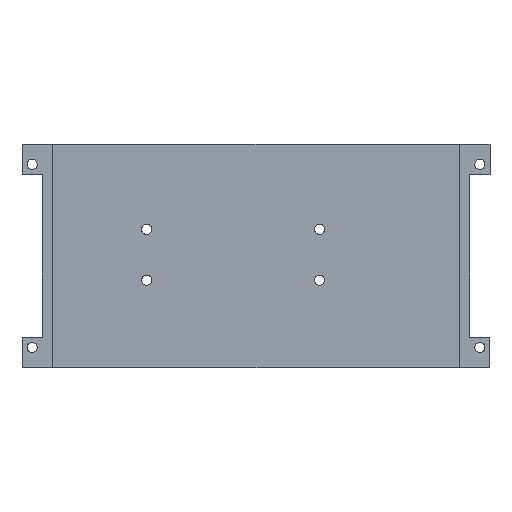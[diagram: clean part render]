
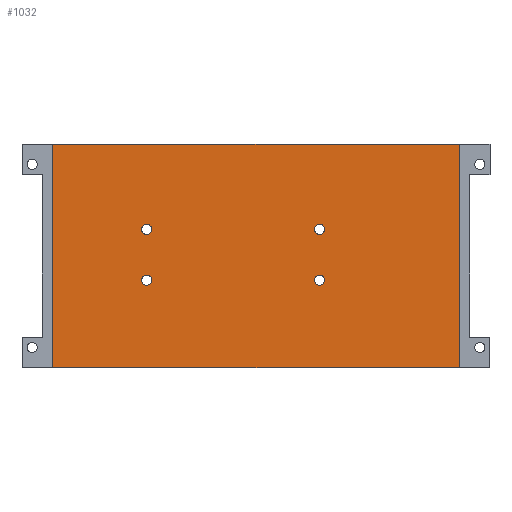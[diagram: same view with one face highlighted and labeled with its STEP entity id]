
A CAD part, top view. The second image highlights one B-rep face of the part: STEP entity #1032.
In plain terms, the highlighted planar face has unit normal (0, 0, 1).
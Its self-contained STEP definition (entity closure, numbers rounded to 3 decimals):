
#55=FACE_BOUND('',#220,.T.);
#56=FACE_BOUND('',#221,.T.);
#57=FACE_BOUND('',#222,.T.);
#58=FACE_BOUND('',#223,.T.);
#87=PLANE('',#1135);
#134=FACE_OUTER_BOUND('',#219,.T.);
#219=EDGE_LOOP('',(#941,#942,#943,#944));
#220=EDGE_LOOP('',(#945));
#221=EDGE_LOOP('',(#946));
#222=EDGE_LOOP('',(#947));
#223=EDGE_LOOP('',(#948));
#288=LINE('',#1689,#382);
#308=LINE('',#1729,#402);
#319=LINE('',#1764,#413);
#321=LINE('',#1768,#415);
#382=VECTOR('',#1328,10.);
#402=VECTOR('',#1362,10.);
#413=VECTOR('',#1401,10.);
#415=VECTOR('',#1405,10.);
#451=CIRCLE('',#1122,2.);
#453=CIRCLE('',#1125,2.);
#455=CIRCLE('',#1128,2.);
#457=CIRCLE('',#1131,2.);
#526=VERTEX_POINT('',#1687);
#527=VERTEX_POINT('',#1688);
#539=VERTEX_POINT('',#1727);
#540=VERTEX_POINT('',#1728);
#543=VERTEX_POINT('',#1739);
#545=VERTEX_POINT('',#1745);
#547=VERTEX_POINT('',#1751);
#549=VERTEX_POINT('',#1757);
#647=EDGE_CURVE('',#526,#527,#288,.T.);
#667=EDGE_CURVE('',#539,#540,#308,.T.);
#673=EDGE_CURVE('',#543,#543,#451,.T.);
#676=EDGE_CURVE('',#545,#545,#453,.T.);
#679=EDGE_CURVE('',#547,#547,#455,.T.);
#682=EDGE_CURVE('',#549,#549,#457,.T.);
#686=EDGE_CURVE('',#540,#526,#319,.T.);
#688=EDGE_CURVE('',#527,#539,#321,.T.);
#941=ORIENTED_EDGE('',*,*,#647,.T.);
#942=ORIENTED_EDGE('',*,*,#688,.T.);
#943=ORIENTED_EDGE('',*,*,#667,.T.);
#944=ORIENTED_EDGE('',*,*,#686,.T.);
#945=ORIENTED_EDGE('',*,*,#682,.T.);
#946=ORIENTED_EDGE('',*,*,#679,.T.);
#947=ORIENTED_EDGE('',*,*,#676,.T.);
#948=ORIENTED_EDGE('',*,*,#673,.T.);
#1032=ADVANCED_FACE('',(#134,#55,#56,#57,#58),#87,.T.);
#1122=AXIS2_PLACEMENT_3D('',#1740,#1372,#1373);
#1125=AXIS2_PLACEMENT_3D('',#1746,#1379,#1380);
#1128=AXIS2_PLACEMENT_3D('',#1752,#1386,#1387);
#1131=AXIS2_PLACEMENT_3D('',#1758,#1393,#1394);
#1135=AXIS2_PLACEMENT_3D('',#1770,#1407,#1408);
#1328=DIRECTION('',(0.,-1.,0.));
#1362=DIRECTION('',(0.,1.,0.));
#1372=DIRECTION('center_axis',(0.,0.,-1.));
#1373=DIRECTION('ref_axis',(-1.,0.,0.));
#1379=DIRECTION('center_axis',(0.,0.,-1.));
#1380=DIRECTION('ref_axis',(-1.,0.,0.));
#1386=DIRECTION('center_axis',(0.,0.,-1.));
#1387=DIRECTION('ref_axis',(-1.,0.,0.));
#1393=DIRECTION('center_axis',(0.,0.,-1.));
#1394=DIRECTION('ref_axis',(-1.,0.,0.));
#1401=DIRECTION('',(-1.,0.,0.));
#1405=DIRECTION('',(1.,0.,0.));
#1407=DIRECTION('center_axis',(0.,0.,1.));
#1408=DIRECTION('ref_axis',(-1.,0.,0.));
#1687=CARTESIAN_POINT('',(-80.,44.,8.));
#1688=CARTESIAN_POINT('',(-80.,-44.,8.));
#1689=CARTESIAN_POINT('',(-80.,44.,8.));
#1727=CARTESIAN_POINT('',(80.,-44.,8.));
#1728=CARTESIAN_POINT('',(80.,44.,8.));
#1729=CARTESIAN_POINT('',(80.,44.,8.));
#1739=CARTESIAN_POINT('',(-41.,10.5,8.));
#1740=CARTESIAN_POINT('Origin',(-43.,10.5,8.));
#1745=CARTESIAN_POINT('',(-41.,-9.5,8.));
#1746=CARTESIAN_POINT('Origin',(-43.,-9.5,8.));
#1751=CARTESIAN_POINT('',(27.,10.5,8.));
#1752=CARTESIAN_POINT('Origin',(25.,10.5,8.));
#1757=CARTESIAN_POINT('',(27.,-9.5,8.));
#1758=CARTESIAN_POINT('Origin',(25.,-9.5,8.));
#1764=CARTESIAN_POINT('',(-80.,44.,8.));
#1768=CARTESIAN_POINT('',(-80.,-44.,8.));
#1770=CARTESIAN_POINT('Origin',(0.,0.,
8.));
